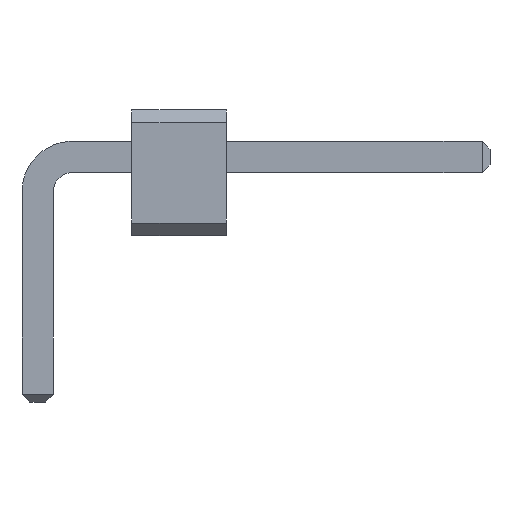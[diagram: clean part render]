
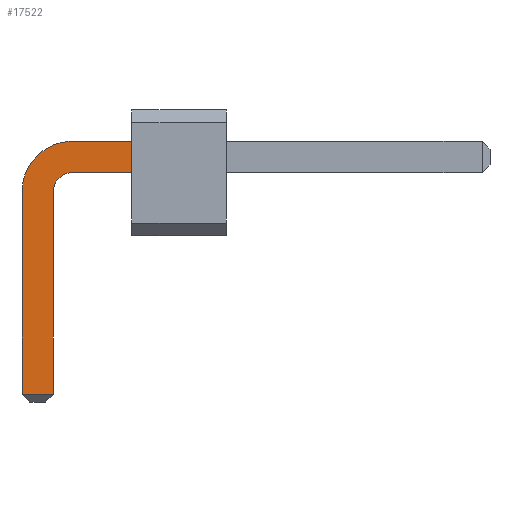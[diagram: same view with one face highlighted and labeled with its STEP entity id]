
A CAD part, front view. The second image highlights one B-rep face of the part: STEP entity #17522.
In plain terms, the highlighted planar face has unit normal (0, -1, 0).
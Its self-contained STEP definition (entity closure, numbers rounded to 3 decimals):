
#5596 = VERTEX_POINT('',#5597);
#5597 = CARTESIAN_POINT('',(1.5,-66.25,0.75));
#5612 = VERTEX_POINT('',#5613);
#5613 = CARTESIAN_POINT('',(1.5,-66.25,1.25));
#5619 = EDGE_CURVE('',#5612,#5596,#5620,.T.);
#5620 = LINE('',#5621,#5622);
#5621 = CARTESIAN_POINT('',(1.5,-66.25,0.499));
#5622 = VECTOR('',#5623,1.);
#5623 = DIRECTION('',(0.,0.,-1.));
#17504 = EDGE_CURVE('',#5596,#17505,#17507,.T.);
#17505 = VERTEX_POINT('',#17506);
#17506 = CARTESIAN_POINT('',(0.5,-66.25,0.75));
#17507 = LINE('',#17508,#17509);
#17508 = CARTESIAN_POINT('',(7.2,-66.25,0.75));
#17509 = VECTOR('',#17510,1.);
#17510 = DIRECTION('',(-1.,0.,0.));
#17522 = ADVANCED_FACE('',(#17523),#17575,.F.);
#17523 = FACE_BOUND('',#17524,.F.);
#17524 = EDGE_LOOP('',(#17525,#17526,#17527,#17536,#17544,#17552,#17560,
#17569));
#17525 = ORIENTED_EDGE('',*,*,#5619,.T.);
#17526 = ORIENTED_EDGE('',*,*,#17504,.T.);
#17527 = ORIENTED_EDGE('',*,*,#17528,.T.);
#17528 = EDGE_CURVE('',#17505,#17529,#17531,.T.);
#17529 = VERTEX_POINT('',#17530);
#17530 = CARTESIAN_POINT('',(0.25,-66.25,0.5));
#17531 = CIRCLE('',#17532,0.324);
#17532 = AXIS2_PLACEMENT_3D('',#17533,#17534,#17535);
#17533 = CARTESIAN_POINT('',(0.567,-66.25,0.433));
#17534 = DIRECTION('',(0.,-1.,0.));
#17535 = DIRECTION('',(-0.207,0.,0.978
));
#17536 = ORIENTED_EDGE('',*,*,#17537,.T.);
#17537 = EDGE_CURVE('',#17529,#17538,#17540,.T.);
#17538 = VERTEX_POINT('',#17539);
#17539 = CARTESIAN_POINT('',(0.25,-66.25,-2.775));
#17540 = LINE('',#17541,#17542);
#17541 = CARTESIAN_POINT('',(0.25,-66.25,0.5));
#17542 = VECTOR('',#17543,1.);
#17543 = DIRECTION('',(0.,0.,-1.));
#17544 = ORIENTED_EDGE('',*,*,#17545,.T.);
#17545 = EDGE_CURVE('',#17538,#17546,#17548,.T.);
#17546 = VERTEX_POINT('',#17547);
#17547 = CARTESIAN_POINT('',(-0.25,-66.25,-2.775));
#17548 = LINE('',#17549,#17550);
#17549 = CARTESIAN_POINT('',(0.25,-66.25,-2.775));
#17550 = VECTOR('',#17551,1.);
#17551 = DIRECTION('',(-1.,0.,0.));
#17552 = ORIENTED_EDGE('',*,*,#17553,.T.);
#17553 = EDGE_CURVE('',#17546,#17554,#17556,.T.);
#17554 = VERTEX_POINT('',#17555);
#17555 = CARTESIAN_POINT('',(-0.25,-66.25,0.5));
#17556 = LINE('',#17557,#17558);
#17557 = CARTESIAN_POINT('',(-0.25,-66.25,-2.9));
#17558 = VECTOR('',#17559,1.);
#17559 = DIRECTION('',(0.,0.,1.));
#17560 = ORIENTED_EDGE('',*,*,#17561,.T.);
#17561 = EDGE_CURVE('',#17554,#17562,#17564,.T.);
#17562 = VERTEX_POINT('',#17563);
#17563 = CARTESIAN_POINT('',(0.5,-66.25,1.25));
#17564 = CIRCLE('',#17565,0.808);
#17565 = AXIS2_PLACEMENT_3D('',#17566,#17567,#17568);
#17566 = CARTESIAN_POINT('',(0.556,-66.25,0.444));
#17567 = DIRECTION('',(0.,1.,0.));
#17568 = DIRECTION('',(-0.998,0.,
0.069));
#17569 = ORIENTED_EDGE('',*,*,#17570,.T.);
#17570 = EDGE_CURVE('',#17562,#5612,#17571,.T.);
#17571 = LINE('',#17572,#17573);
#17572 = CARTESIAN_POINT('',(0.5,-66.25,1.25));
#17573 = VECTOR('',#17574,1.);
#17574 = DIRECTION('',(1.,0.,0.));
#17575 = PLANE('',#17576);
#17576 = AXIS2_PLACEMENT_3D('',#17577,#17578,#17579);
#17577 = CARTESIAN_POINT('',(2.437,-66.25,0.248));
#17578 = DIRECTION('',(0.,1.,-0.));
#17579 = DIRECTION('',(0.,0.,-1.));
